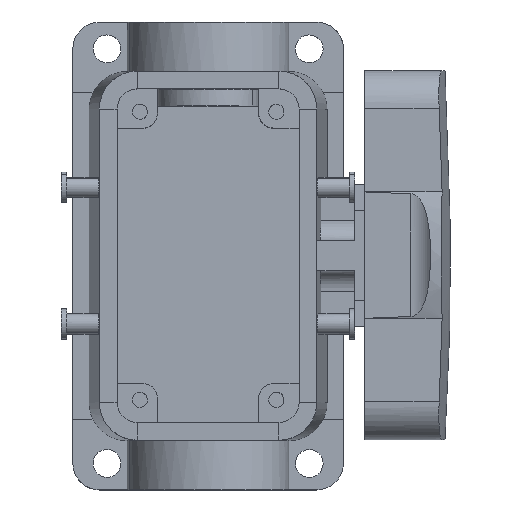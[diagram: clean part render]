
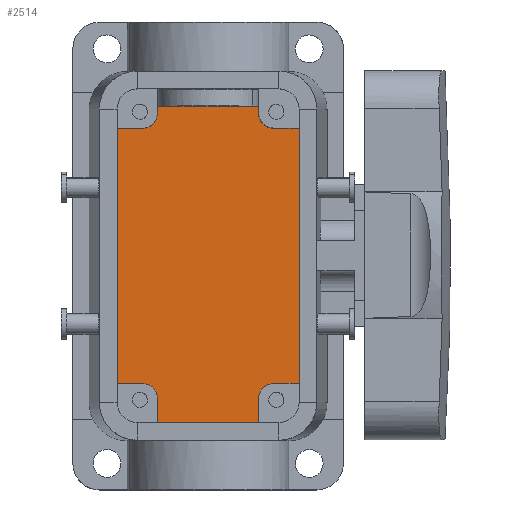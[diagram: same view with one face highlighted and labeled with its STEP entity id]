
A CAD part, top view. The second image highlights one B-rep face of the part: STEP entity #2514.
In plain terms, the highlighted planar face has unit normal (0, 0, 1).
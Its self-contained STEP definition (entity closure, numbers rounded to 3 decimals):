
#2362=AXIS2_PLACEMENT_3D('Plane Axis2P3D',#2359,#2360,#2361) ;
#1401=CARTESIAN_POINT('Vertex',(19.,79.25,5.5)) ;
#1404=CARTESIAN_POINT('Line Origine',(29.,79.25,5.5)) ;
#1408=CARTESIAN_POINT('Vertex',(39.,79.25,5.5)) ;
#2343=CARTESIAN_POINT('Vertex',(19.,74.5,5.5)) ;
#2346=CARTESIAN_POINT('Line Origine',(19.,76.875,5.5)) ;
#2359=CARTESIAN_POINT('Axis2P3D Location',(29.,46.25,5.5)) ;
#2365=CARTESIAN_POINT('Control Point',(39.,18.,5.5)) ;
#2366=CARTESIAN_POINT('Control Point',(39.,18.339,5.5)) ;
#2367=CARTESIAN_POINT('Control Point',(39.048,18.679,5.5)) ;
#2368=CARTESIAN_POINT('Control Point',(39.144,19.009,5.5)) ;
#2369=CARTESIAN_POINT('Control Point',(39.427,19.634,5.5)) ;
#2370=CARTESIAN_POINT('Control Point',(39.872,20.155,5.5)) ;
#2371=CARTESIAN_POINT('Control Point',(40.13,20.383,5.5)) ;
#2372=CARTESIAN_POINT('Control Point',(40.639,20.717,5.5)) ;
#2373=CARTESIAN_POINT('Control Point',(41.213,20.913,5.5)) ;
#2374=CARTESIAN_POINT('Control Point',(41.473,20.971,5.5)) ;
#2375=CARTESIAN_POINT('Control Point',(41.736,21.,5.5)) ;
#2376=CARTESIAN_POINT('Control Point',(42.,21.,5.5)) ;
#2377=CARTESIAN_POINT('Vertex',(42.,21.,5.5)) ;
#2379=CARTESIAN_POINT('Vertex',(39.,18.,5.5)) ;
#2382=CARTESIAN_POINT('Line Origine',(44.5,21.,5.5)) ;
#2386=CARTESIAN_POINT('Vertex',(47.,21.,5.5)) ;
#2389=CARTESIAN_POINT('Line Origine',(47.,46.25,5.5)) ;
#2393=CARTESIAN_POINT('Vertex',(47.,71.5,5.5)) ;
#2396=CARTESIAN_POINT('Line Origine',(44.5,71.5,5.5)) ;
#2400=CARTESIAN_POINT('Vertex',(42.,71.5,5.5)) ;
#2404=CARTESIAN_POINT('Control Point',(42.,71.5,5.5)) ;
#2405=CARTESIAN_POINT('Control Point',(41.661,71.5,5.5)) ;
#2406=CARTESIAN_POINT('Control Point',(41.321,71.548,5.5)) ;
#2407=CARTESIAN_POINT('Control Point',(40.991,71.644,5.5)) ;
#2408=CARTESIAN_POINT('Control Point',(40.366,71.927,5.5)) ;
#2409=CARTESIAN_POINT('Control Point',(39.845,72.372,5.5)) ;
#2410=CARTESIAN_POINT('Control Point',(39.617,72.63,5.5)) ;
#2411=CARTESIAN_POINT('Control Point',(39.283,73.139,5.5)) ;
#2412=CARTESIAN_POINT('Control Point',(39.087,73.713,5.5)) ;
#2413=CARTESIAN_POINT('Control Point',(39.029,73.973,5.5)) ;
#2414=CARTESIAN_POINT('Control Point',(39.,74.236,5.5)) ;
#2415=CARTESIAN_POINT('Control Point',(39.,74.5,5.5)) ;
#2416=CARTESIAN_POINT('Vertex',(39.,74.5,5.5)) ;
#2419=CARTESIAN_POINT('Line Origine',(39.,76.875,5.5)) ;
#2425=CARTESIAN_POINT('Control Point',(19.,74.5,5.5)) ;
#2426=CARTESIAN_POINT('Control Point',(19.,74.161,5.5)) ;
#2427=CARTESIAN_POINT('Control Point',(18.952,73.821,5.5)) ;
#2428=CARTESIAN_POINT('Control Point',(18.856,73.491,5.5)) ;
#2429=CARTESIAN_POINT('Control Point',(18.573,72.866,5.5)) ;
#2430=CARTESIAN_POINT('Control Point',(18.128,72.345,5.5)) ;
#2431=CARTESIAN_POINT('Control Point',(17.87,72.117,5.5)) ;
#2432=CARTESIAN_POINT('Control Point',(17.361,71.783,5.5)) ;
#2433=CARTESIAN_POINT('Control Point',(16.787,71.587,5.5)) ;
#2434=CARTESIAN_POINT('Control Point',(16.527,71.529,5.5)) ;
#2435=CARTESIAN_POINT('Control Point',(16.264,71.5,5.5)) ;
#2436=CARTESIAN_POINT('Control Point',(16.,71.5,5.5)) ;
#2437=CARTESIAN_POINT('Vertex',(16.,71.5,5.5)) ;
#2440=CARTESIAN_POINT('Line Origine',(13.5,71.5,5.5)) ;
#2444=CARTESIAN_POINT('Vertex',(11.,71.5,5.5)) ;
#2447=CARTESIAN_POINT('Line Origine',(11.,46.25,5.5)) ;
#2451=CARTESIAN_POINT('Vertex',(11.,21.,5.5)) ;
#2454=CARTESIAN_POINT('Line Origine',(13.5,21.,5.5)) ;
#2458=CARTESIAN_POINT('Vertex',(16.,21.,5.5)) ;
#2462=CARTESIAN_POINT('Control Point',(16.,21.,5.5)) ;
#2463=CARTESIAN_POINT('Control Point',(16.339,21.,5.5)) ;
#2464=CARTESIAN_POINT('Control Point',(16.679,20.952,5.5)) ;
#2465=CARTESIAN_POINT('Control Point',(17.009,20.856,5.5)) ;
#2466=CARTESIAN_POINT('Control Point',(17.634,20.573,5.5)) ;
#2467=CARTESIAN_POINT('Control Point',(18.155,20.128,5.5)) ;
#2468=CARTESIAN_POINT('Control Point',(18.383,19.87,5.5)) ;
#2469=CARTESIAN_POINT('Control Point',(18.717,19.361,5.5)) ;
#2470=CARTESIAN_POINT('Control Point',(18.913,18.787,5.5)) ;
#2471=CARTESIAN_POINT('Control Point',(18.971,18.527,5.5)) ;
#2472=CARTESIAN_POINT('Control Point',(19.,18.264,5.5)) ;
#2473=CARTESIAN_POINT('Control Point',(19.,18.,5.5)) ;
#2474=CARTESIAN_POINT('Vertex',(19.,18.,5.5)) ;
#2477=CARTESIAN_POINT('Line Origine',(19.,15.625,5.5)) ;
#2481=CARTESIAN_POINT('Vertex',(19.,13.25,5.5)) ;
#2484=CARTESIAN_POINT('Line Origine',(29.,13.25,5.5)) ;
#2488=CARTESIAN_POINT('Vertex',(39.,13.25,5.5)) ;
#2491=CARTESIAN_POINT('Line Origine',(39.,15.625,5.5)) ;
#1405=DIRECTION('Vector Direction',(-1.,0.,0.)) ;
#2347=DIRECTION('Vector Direction',(0.,1.,0.)) ;
#2360=DIRECTION('Axis2P3D Direction',(-0.,0.,1.)) ;
#2361=DIRECTION('Axis2P3D XDirection',(0.,-1.,0.)) ;
#2383=DIRECTION('Vector Direction',(-1.,0.,0.)) ;
#2390=DIRECTION('Vector Direction',(0.,-1.,0.)) ;
#2397=DIRECTION('Vector Direction',(-1.,0.,0.)) ;
#2420=DIRECTION('Vector Direction',(0.,1.,0.)) ;
#2441=DIRECTION('Vector Direction',(1.,0.,0.)) ;
#2448=DIRECTION('Vector Direction',(0.,1.,0.)) ;
#2455=DIRECTION('Vector Direction',(1.,0.,0.)) ;
#2478=DIRECTION('Vector Direction',(0.,-1.,0.)) ;
#2485=DIRECTION('Vector Direction',(1.,0.,0.)) ;
#2492=DIRECTION('Vector Direction',(0.,-1.,0.)) ;
#1406=VECTOR('Line Direction',#1405,1.) ;
#2348=VECTOR('Line Direction',#2347,1.) ;
#2384=VECTOR('Line Direction',#2383,1.) ;
#2391=VECTOR('Line Direction',#2390,1.) ;
#2398=VECTOR('Line Direction',#2397,1.) ;
#2421=VECTOR('Line Direction',#2420,1.) ;
#2442=VECTOR('Line Direction',#2441,1.) ;
#2449=VECTOR('Line Direction',#2448,1.) ;
#2456=VECTOR('Line Direction',#2455,1.) ;
#2479=VECTOR('Line Direction',#2478,1.) ;
#2486=VECTOR('Line Direction',#2485,1.) ;
#2493=VECTOR('Line Direction',#2492,1.) ;
#2497=ORIENTED_EDGE('',*,*,#2381,.F.) ;
#2498=ORIENTED_EDGE('',*,*,#2388,.F.) ;
#2499=ORIENTED_EDGE('',*,*,#2395,.T.) ;
#2500=ORIENTED_EDGE('',*,*,#2402,.T.) ;
#2501=ORIENTED_EDGE('',*,*,#2418,.F.) ;
#2502=ORIENTED_EDGE('',*,*,#2423,.T.) ;
#2503=ORIENTED_EDGE('',*,*,#1410,.T.) ;
#2504=ORIENTED_EDGE('',*,*,#2350,.F.) ;
#2505=ORIENTED_EDGE('',*,*,#2439,.F.) ;
#2506=ORIENTED_EDGE('',*,*,#2446,.F.) ;
#2507=ORIENTED_EDGE('',*,*,#2453,.T.) ;
#2508=ORIENTED_EDGE('',*,*,#2460,.T.) ;
#2509=ORIENTED_EDGE('',*,*,#2476,.F.) ;
#2510=ORIENTED_EDGE('',*,*,#2483,.T.) ;
#2511=ORIENTED_EDGE('',*,*,#2490,.T.) ;
#2512=ORIENTED_EDGE('',*,*,#2495,.F.) ;
#2514=ADVANCED_FACE('Housing',(#2513),#2363,.T.) ;
#2364=B_SPLINE_CURVE_WITH_KNOTS('',5,(#2365,#2366,#2367,#2368,#2369,#2370,#2371,#2372,#2373,#2374,#2375,#2376),.UNSPECIFIED.,.F.,.U.,(6,3,3,6),(0.,2.4,4.8,6.664),.UNSPECIFIED.) ;
#2403=B_SPLINE_CURVE_WITH_KNOTS('',5,(#2404,#2405,#2406,#2407,#2408,#2409,#2410,#2411,#2412,#2413,#2414,#2415),.UNSPECIFIED.,.F.,.U.,(6,3,3,6),(0.,2.4,4.8,6.664),.UNSPECIFIED.) ;
#2424=B_SPLINE_CURVE_WITH_KNOTS('',5,(#2425,#2426,#2427,#2428,#2429,#2430,#2431,#2432,#2433,#2434,#2435,#2436),.UNSPECIFIED.,.F.,.U.,(6,3,3,6),(0.,2.4,4.8,6.664),.UNSPECIFIED.) ;
#2461=B_SPLINE_CURVE_WITH_KNOTS('',5,(#2462,#2463,#2464,#2465,#2466,#2467,#2468,#2469,#2470,#2471,#2472,#2473),.UNSPECIFIED.,.F.,.U.,(6,3,3,6),(0.,2.4,4.8,6.664),.UNSPECIFIED.) ;
#1410=EDGE_CURVE('',#1409,#1402,#1407,.T.) ;
#2350=EDGE_CURVE('',#2344,#1402,#2349,.T.) ;
#2381=EDGE_CURVE('',#2378,#2380,#2364,.F.) ;
#2388=EDGE_CURVE('',#2387,#2378,#2385,.T.) ;
#2395=EDGE_CURVE('',#2387,#2394,#2392,.F.) ;
#2402=EDGE_CURVE('',#2394,#2401,#2399,.T.) ;
#2418=EDGE_CURVE('',#2417,#2401,#2403,.F.) ;
#2423=EDGE_CURVE('',#2417,#1409,#2422,.T.) ;
#2439=EDGE_CURVE('',#2438,#2344,#2424,.F.) ;
#2446=EDGE_CURVE('',#2445,#2438,#2443,.T.) ;
#2453=EDGE_CURVE('',#2445,#2452,#2450,.F.) ;
#2460=EDGE_CURVE('',#2452,#2459,#2457,.T.) ;
#2476=EDGE_CURVE('',#2475,#2459,#2461,.F.) ;
#2483=EDGE_CURVE('',#2475,#2482,#2480,.T.) ;
#2490=EDGE_CURVE('',#2482,#2489,#2487,.T.) ;
#2495=EDGE_CURVE('',#2380,#2489,#2494,.T.) ;
#2496=EDGE_LOOP('',(#2497,#2498,#2499,#2500,#2501,#2502,#2503,#2504,#2505,#2506,#2507,#2508,#2509,#2510,#2511,#2512)) ;
#2513=FACE_OUTER_BOUND('',#2496,.T.) ;
#1407=LINE('Line',#1404,#1406) ;
#2349=LINE('Line',#2346,#2348) ;
#2385=LINE('Line',#2382,#2384) ;
#2392=LINE('Line',#2389,#2391) ;
#2399=LINE('Line',#2396,#2398) ;
#2422=LINE('Line',#2419,#2421) ;
#2443=LINE('Line',#2440,#2442) ;
#2450=LINE('Line',#2447,#2449) ;
#2457=LINE('Line',#2454,#2456) ;
#2480=LINE('Line',#2477,#2479) ;
#2487=LINE('Line',#2484,#2486) ;
#2494=LINE('Line',#2491,#2493) ;
#2363=PLANE('',#2362) ;
#1402=VERTEX_POINT('',#1401) ;
#1409=VERTEX_POINT('',#1408) ;
#2344=VERTEX_POINT('',#2343) ;
#2378=VERTEX_POINT('',#2377) ;
#2380=VERTEX_POINT('',#2379) ;
#2387=VERTEX_POINT('',#2386) ;
#2394=VERTEX_POINT('',#2393) ;
#2401=VERTEX_POINT('',#2400) ;
#2417=VERTEX_POINT('',#2416) ;
#2438=VERTEX_POINT('',#2437) ;
#2445=VERTEX_POINT('',#2444) ;
#2452=VERTEX_POINT('',#2451) ;
#2459=VERTEX_POINT('',#2458) ;
#2475=VERTEX_POINT('',#2474) ;
#2482=VERTEX_POINT('',#2481) ;
#2489=VERTEX_POINT('',#2488) ;
